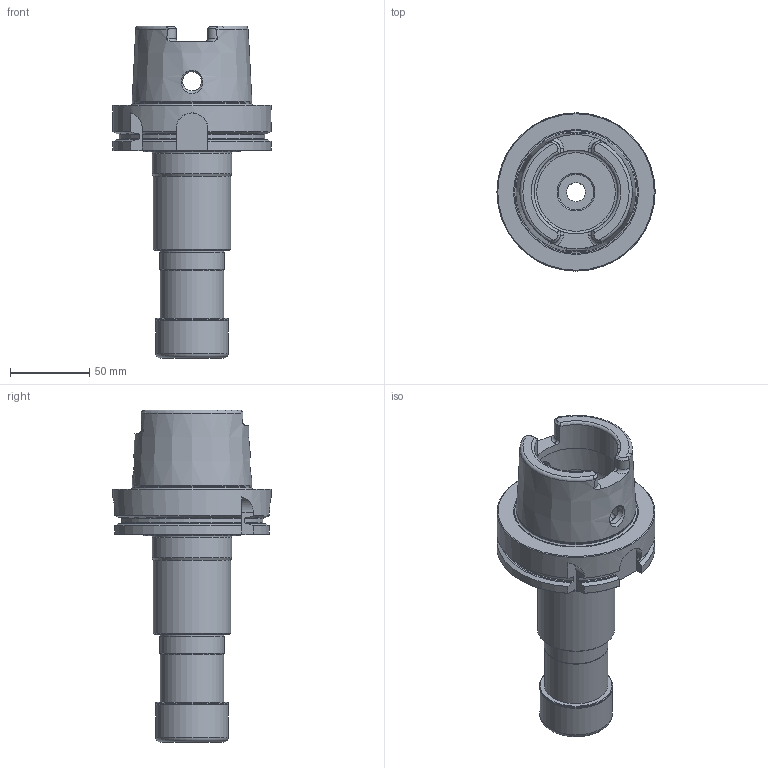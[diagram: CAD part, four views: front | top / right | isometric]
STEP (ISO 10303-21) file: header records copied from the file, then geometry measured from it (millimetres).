
FILE_DESCRIPTION(/* description */ (''),/* implementation_level */ '2;1');
FILE_NAME(/* name */ '550072580.stp',/* time_stamp */ '2021-01-08T12:25:25',/* author */ ('LRA'),/* organization */ ('REGO-FIX'),/* preprocessor_version */ ' Unknown',/* originating_system */ 'SIEMENS PLM Software Solid Edge ST10',/* authorization */ 'Unknown');
FILE_SCHEMA (('AUTOMOTIVE_DESIGN { 1 0 10303 214 2 1 1}'));
Length unit declared in the file: millimetre
Products named in the file (1): 0012647
Bounding box: 100 x 100 x 210 mm (x, y, z)
Volume: 424433.9 mm3; surface area: 82468 mm2
Topology: 2 solids, 2 shells, 157 faces, 391 edges, 246 vertices
Faces by surface type: cylinder 44, plane 43, cone 40, torus 30
Full cylindrical faces by diameter (mm): 9 x2, 12 x3, 22.376 x1, 25 x2, 30 x1, 34 x1, 38.376 x1, 40 x2, 40.05 x1, 40.5 x1, 42 x1, 46 x1, 46.4 x1, 49 x1, 50.5 x1, 53 x2, 63 x1, 75.359 x1, 100 x1
Entity records: 5509 total; most frequent: CARTESIAN_POINT 1084, DIRECTION 694, ORIENTED_EDGE 596, AXIS2_PLACEMENT_3D 307, EDGE_CURVE 298, EDGE_LOOP 242, FACE_BOUND 242, VERTEX_POINT 222
